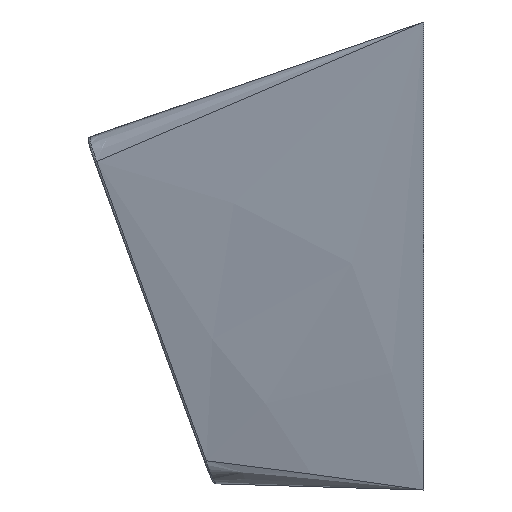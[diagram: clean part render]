
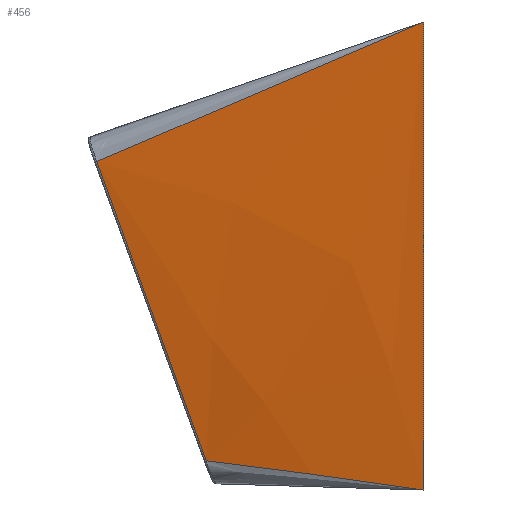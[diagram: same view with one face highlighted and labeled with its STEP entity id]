
A CAD part, left-side view. The second image highlights one B-rep face of the part: STEP entity #456.
In plain terms, the highlighted free-form (B-spline) face has degree [3, 1] with [6, 2] control points.
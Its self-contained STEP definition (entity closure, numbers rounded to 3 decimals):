
#26 = CARTESIAN_POINT ( 'NONE',  ( 2.627, 9.064, 3.041 ) ) ;
#69 = CARTESIAN_POINT ( 'NONE',  ( 2.65, 8.932, 2.455 ) ) ;
#128 = ORIENTED_EDGE ( 'NONE', *, *, #1185, .T. ) ;
#195 = VERTEX_POINT ( 'NONE', #309 ) ;
#205 = CARTESIAN_POINT ( 'NONE',  ( 2.625, 8.364, 1.124 ) ) ;
#293 = B_SPLINE_CURVE_WITH_KNOTS ( 'NONE', 3,
 ( #1217, #1686, #2657, #1466, #1194, #26, #2173 ),
 .UNSPECIFIED., .F., .F.,
 ( 4, 3, 4 ),
 ( 0., 0.006, 0.012 ),
 .UNSPECIFIED. ) ;
#295 = CARTESIAN_POINT ( 'NONE',  ( 0., 0., 6. ) ) ;
#309 = CARTESIAN_POINT ( 'NONE',  ( 0., 0., 0. ) ) ;
#445 = CARTESIAN_POINT ( 'NONE',  ( 0.966, 2.96, 0.436 ) ) ;
#454 = VERTEX_POINT ( 'NONE', #2207 ) ;
#455 = CARTESIAN_POINT ( 'NONE',  ( 1.841, 5.746, 0.813 ) ) ;
#456 = ADVANCED_FACE ( 'NONE', ( #1496 ), #1841, .T. ) ;
#540 = CARTESIAN_POINT ( 'NONE',  ( 0., 0., 3. ) ) ;
#688 = DIRECTION ( 'NONE',  ( 0., 0., -1. ) ) ;
#727 = EDGE_LOOP ( 'NONE', ( #2496, #1085, #128, #1130 ) ) ;
#729 = CARTESIAN_POINT ( 'NONE',  ( 0., 0., 0. ) ) ;
#945 = VERTEX_POINT ( 'NONE', #1297 ) ;
#1007 = CARTESIAN_POINT ( 'NONE',  ( 0., 0., 12. ) ) ;
#1036 = CARTESIAN_POINT ( 'NONE',  ( 2.65, 12.182, 11.312 ) ) ;
#1063 = CARTESIAN_POINT ( 'NONE',  ( 0., 0., 15. ) ) ;
#1085 = ORIENTED_EDGE ( 'NONE', *, *, #2204, .T. ) ;
#1093 = VERTEX_POINT ( 'NONE', #2088 ) ;
#1111 = CARTESIAN_POINT ( 'NONE',  ( 0., 0., 18. ) ) ;
#1130 = ORIENTED_EDGE ( 'NONE', *, *, #1455, .F. ) ;
#1150 = CARTESIAN_POINT ( 'NONE',  ( 1.85, 8.96, 14.197 ) ) ;
#1182 = CARTESIAN_POINT ( 'NONE',  ( 0., 0., 18. ) ) ;
#1185 = EDGE_CURVE ( 'NONE', #945, #195, #2798, .T. ) ;
#1194 = CARTESIAN_POINT ( 'NONE',  ( 2.628, 9.765, 4.959 ) ) ;
#1217 = CARTESIAN_POINT ( 'NONE',  ( 2.632, 12.571, 12.627 ) ) ;
#1297 = CARTESIAN_POINT ( 'NONE',  ( 2.625, 8.364, 1.124 ) ) ;
#1455 = EDGE_CURVE ( 'NONE', #1093, #195, #1867, .T. ) ;
#1466 = CARTESIAN_POINT ( 'NONE',  ( 2.629, 10.466, 6.876 ) ) ;
#1496 = FACE_OUTER_BOUND ( 'NONE', #727, .T. ) ;
#1501 = CARTESIAN_POINT ( 'NONE',  ( 2.65, 8.12, 0.241 ) ) ;
#1638 = VECTOR ( 'NONE', #688, 1000. ) ;
#1686 = CARTESIAN_POINT ( 'NONE',  ( 2.632, 11.869, 10.71 ) ) ;
#1786 = B_SPLINE_CURVE_WITH_KNOTS ( 'NONE', 3,
 ( #1111, #2830, #1150, #3080 ),
 .UNSPECIFIED., .F., .F.,
 ( 4, 4 ),
 ( 0., 0.993 ),
 .UNSPECIFIED. ) ;
#1841 = B_SPLINE_SURFACE_WITH_KNOTS ( 'NONE', 3, 1, ( 
 ( #2983, #1501 ),
 ( #540, #69 ),
 ( #295, #2473 ),
 ( #1007, #2293 ),
 ( #1063, #1036 ),
 ( #2993, #2807 ) ),
 .UNSPECIFIED., .F., .F., .F.,
 ( 4, 2, 4 ),
 ( 2, 2 ),
 ( 0., 0.5, 1. ),
 ( 0., 1. ),
 .UNSPECIFIED. ) ;
#1867 = LINE ( 'NONE', #1182, #1638 ) ;
#2080 = EDGE_CURVE ( 'NONE', #1093, #454, #1786, .T. ) ;
#2088 = CARTESIAN_POINT ( 'NONE',  ( 0., 0., 18. ) ) ;
#2173 = CARTESIAN_POINT ( 'NONE',  ( 2.625, 8.364, 1.124 ) ) ;
#2204 = EDGE_CURVE ( 'NONE', #454, #945, #293, .T. ) ;
#2207 = CARTESIAN_POINT ( 'NONE',  ( 2.632, 12.571, 12.627 ) ) ;
#2293 = CARTESIAN_POINT ( 'NONE',  ( 2.65, 11.369, 9.097 ) ) ;
#2473 = CARTESIAN_POINT ( 'NONE',  ( 2.65, 9.745, 4.669 ) ) ;
#2496 = ORIENTED_EDGE ( 'NONE', *, *, #2080, .T. ) ;
#2657 = CARTESIAN_POINT ( 'NONE',  ( 2.631, 11.167, 8.793 ) ) ;
#2798 = B_SPLINE_CURVE_WITH_KNOTS ( 'NONE', 3,
 ( #205, #455, #445, #729 ),
 .UNSPECIFIED., .F., .F.,
 ( 4, 4 ),
 ( 0.01, 1. ),
 .UNSPECIFIED. ) ;
#2807 = CARTESIAN_POINT ( 'NONE',  ( 2.65, 12.994, 13.526 ) ) ;
#2830 = CARTESIAN_POINT ( 'NONE',  ( 0.973, 4.769, 15.99 ) ) ;
#2983 = CARTESIAN_POINT ( 'NONE',  ( 0., 0., 0. ) ) ;
#2993 = CARTESIAN_POINT ( 'NONE',  ( 0., 0., 18. ) ) ;
#3080 = CARTESIAN_POINT ( 'NONE',  ( 2.632, 12.571, 12.627 ) ) ;
